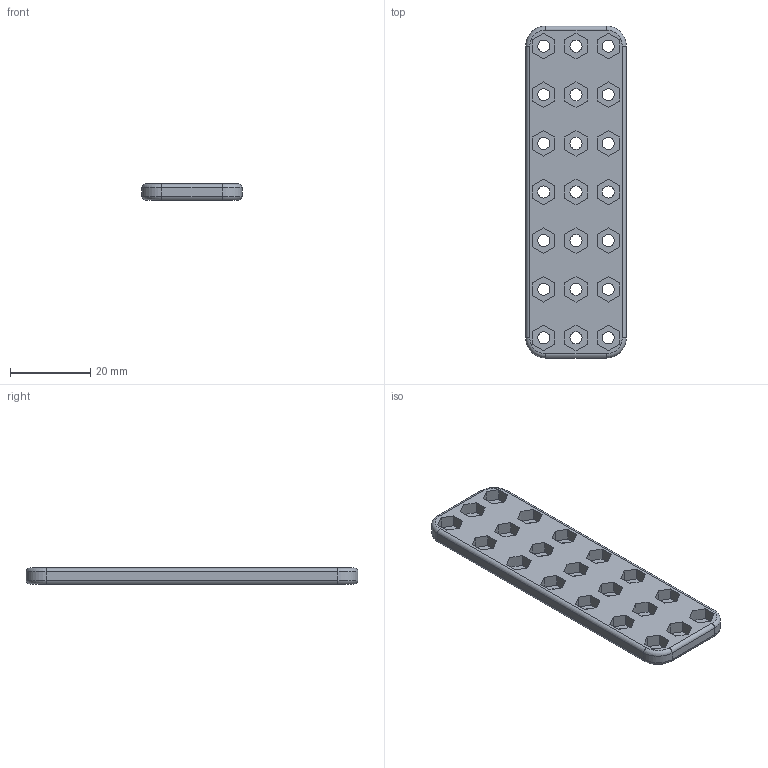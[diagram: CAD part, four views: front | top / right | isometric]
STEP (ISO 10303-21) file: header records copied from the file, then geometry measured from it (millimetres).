
FILE_DESCRIPTION (( 'STEP AP214' ), '1' );
FILE_NAME ('倠嘎x3.ST', '2024-10-13T08:00:45', ( '' ), ( '' ), 'SwSTEP 2.0', 'SolidWorks 2024', '' );
FILE_SCHEMA (( 'AUTOMOTIVE_DESIGN' ));
Length unit declared in the file: millimetre
Products named in the file (1): 胸骨x3
Bounding box: 25 x 82.6 x 4 mm (x, y, z)
Volume: 6287.2 mm3; surface area: 5836.6 mm2
Topology: 1 solids, 1 shells, 215 faces, 560 edges, 368 vertices
Faces by surface type: plane 153, cylinder 54, torus 8
Entity records: 6649 total; most frequent: CARTESIAN_POINT 1144, ORIENTED_EDGE 1120, DIRECTION 1108, EDGE_CURVE 560, VECTOR 444, LINE 444, VERTEX_POINT 368, AXIS2_PLACEMENT_3D 332
